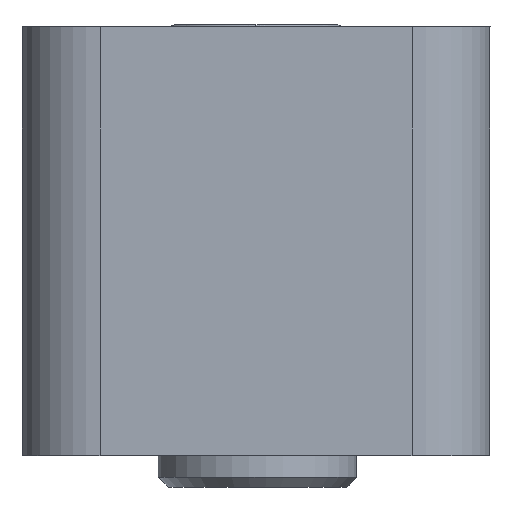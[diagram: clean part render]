
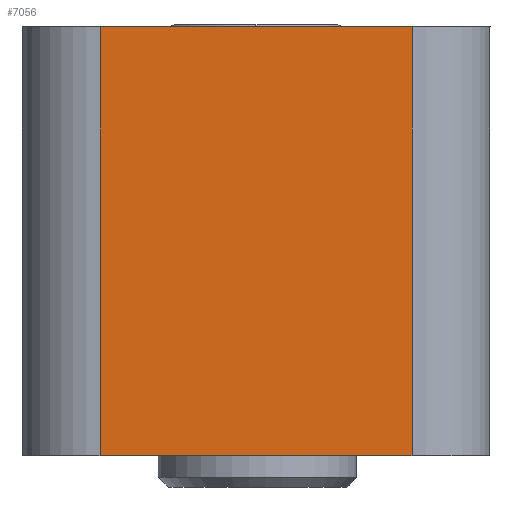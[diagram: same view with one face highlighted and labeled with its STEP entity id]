
A CAD part, front view. The second image highlights one B-rep face of the part: STEP entity #7056.
In plain terms, the highlighted face is planar.
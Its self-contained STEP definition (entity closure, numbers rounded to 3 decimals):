
#6200 = VERTEX_POINT('',#6201);
#6201 = CARTESIAN_POINT('',(-48.,22.,8.));
#6243 = VERTEX_POINT('',#6244);
#6244 = CARTESIAN_POINT('',(-48.,22.,-8.));
#6251 = EDGE_CURVE('',#6243,#6200,#6252,.T.);
#6252 = LINE('',#6253,#6254);
#6253 = CARTESIAN_POINT('',(-48.,22.,8.));
#6254 = VECTOR('',#6255,1.);
#6255 = DIRECTION('',(0.,0.,1.));
#6756 = VERTEX_POINT('',#6757);
#6757 = CARTESIAN_POINT('',(-48.,0.,8.));
#6773 = EDGE_CURVE('',#6200,#6756,#6774,.T.);
#6774 = LINE('',#6775,#6776);
#6775 = CARTESIAN_POINT('',(-48.,22.,8.));
#6776 = VECTOR('',#6777,1.);
#6777 = DIRECTION('',(0.,-1.,0.));
#7036 = VERTEX_POINT('',#7037);
#7037 = CARTESIAN_POINT('',(-48.,0.,-8.));
#7044 = EDGE_CURVE('',#6243,#7036,#7045,.T.);
#7045 = LINE('',#7046,#7047);
#7046 = CARTESIAN_POINT('',(-48.,22.,-8.));
#7047 = VECTOR('',#7048,1.);
#7048 = DIRECTION('',(0.,-1.,0.));
#7056 = ADVANCED_FACE('',(#7057),#7068,.F.);
#7057 = FACE_BOUND('',#7058,.T.);
#7058 = EDGE_LOOP('',(#7059,#7065,#7066,#7067));
#7059 = ORIENTED_EDGE('',*,*,#7060,.T.);
#7060 = EDGE_CURVE('',#7036,#6756,#7061,.T.);
#7061 = LINE('',#7062,#7063);
#7062 = CARTESIAN_POINT('',(-48.,0.,8.));
#7063 = VECTOR('',#7064,1.);
#7064 = DIRECTION('',(0.,0.,1.));
#7065 = ORIENTED_EDGE('',*,*,#6773,.F.);
#7066 = ORIENTED_EDGE('',*,*,#6251,.F.);
#7067 = ORIENTED_EDGE('',*,*,#7044,.T.);
#7068 = PLANE('',#7069);
#7069 = AXIS2_PLACEMENT_3D('',#7070,#7071,#7072);
#7070 = CARTESIAN_POINT('',(-48.,22.,8.));
#7071 = DIRECTION('',(1.,0.,0.));
#7072 = DIRECTION('',(0.,0.,-1.));
